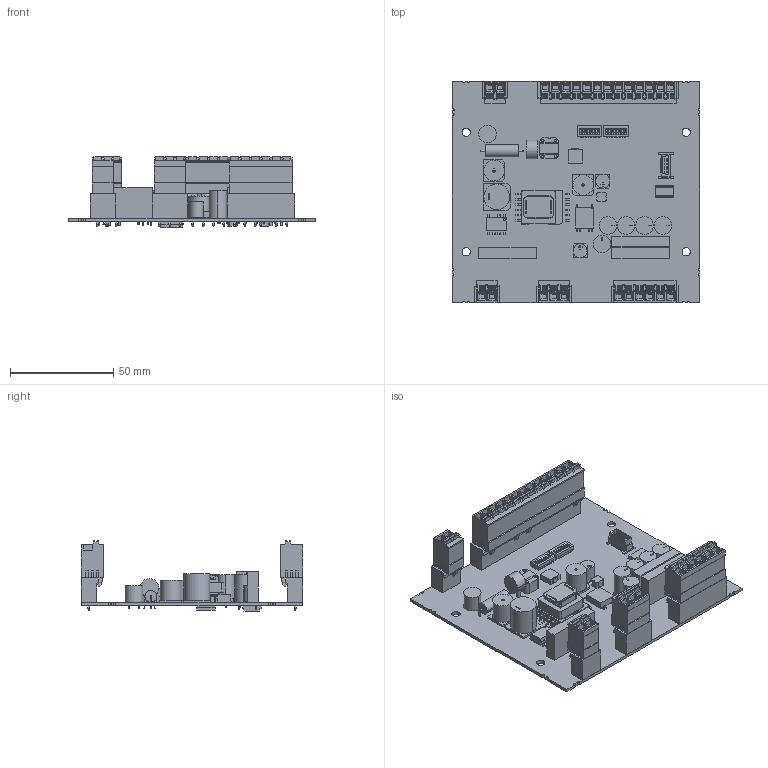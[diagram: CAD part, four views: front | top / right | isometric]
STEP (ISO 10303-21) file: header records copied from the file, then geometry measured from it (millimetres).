
FILE_DESCRIPTION(('Creo Elements/Direct Modeling STEP Export'),'2;1');
FILE_NAME('model.stp','2019-11-15T 8:34:55',(''),(''),'Creo Elements/Direct Modeling STEP processor for AP214 (Solid Model)','Creo Elements/Direct Modeling 20.1A 29-Sep-2018 (C) Parametric Technology GmbH','');
FILE_SCHEMA(('AUTOMOTIVE_DESIGN { 1 0 10303 214 1 1 1 1 }'));
Products named in the file (2): EV_CC_AC1_M3_CBC_SER_PCB_MSTB-select
Assembly tree (1 placements, depth 2):
  EV_CC_AC1_M3_CBC_SER_PCB_MSTB-select
    EV_CC_AC1_M3_CBC_SER_PCB_MSTB-select
Bounding box: 120 x 107.5 x 34.05 mm (x, y, z)
Volume: 74110 mm3; surface area: 51954.2 mm2
Topology: 1 solids, 1 shells, 2628 faces, 6864 edges, 4450 vertices
Faces by surface type: plane 2480, cylinder 148
Entity records: 98797 total; most frequent: CARTESIAN_POINT 14142, ORIENTED_EDGE 13728, DIRECTION 11818, EDGE_CURVE 6864, VECTOR 6452, LINE 6452, VERTEX_POINT 4450, EDGE_LOOP 2910
